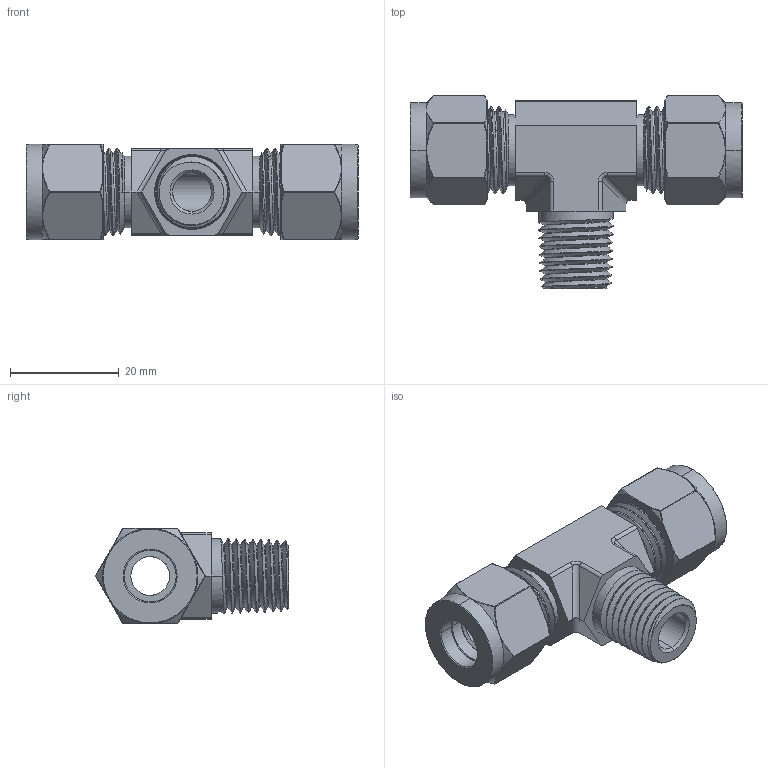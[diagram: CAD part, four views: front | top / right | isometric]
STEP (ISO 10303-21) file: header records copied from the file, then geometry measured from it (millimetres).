
FILE_DESCRIPTION((''),'2;1');
FILE_NAME('001_CBTM_MBT_MASTER_ASM','2025-06-26T14:51:00',('Administrator'),(''),'CREO PARAMETRIC BY PTC INC, 2020414','CREO PARAMETRIC BY PTC INC, 2020414','');
FILE_SCHEMA(('AUTOMOTIVE_DESIGN { 1 0 10303 214 1 1 1 1 }'));
Length unit declared in the file: millimetre
Products named in the file (5): DIN2353-CBTM_TUBE; DIN2353_TUBE_CBTM_NUT; BACK_FERRULE_CBTM; FRONT_FERRULE_CBTM; 001_CBTM_MBT_MASTER_ASM
Assembly tree (7 placements, depth 2):
  001_CBTM_MBT_MASTER_ASM
    DIN2353-CBTM_TUBE
    DIN2353_TUBE_CBTM_NUT  x2
    BACK_FERRULE_CBTM  x2
    FRONT_FERRULE_CBTM  x2
Bounding box: 60.96 x 35.46 x 17.46 mm (x, y, z)
Volume: 11708.8 mm3; surface area: 11436.9 mm2
Topology: 7 solids, 7 shells, 445 faces, 1052 edges, 677 vertices
Faces by surface type: cylinder 123, bspline 91, cone 76, torus 60, sphere 48, plane 47
Entity records: 33964 total; most frequent: CARTESIAN_POINT 26144, ORIENTED_EDGE 1350, DIRECTION 1208, EDGE_CURVE 675, AXIS2_PLACEMENT_3D 492, VERTEX_POINT 399, PRESENTATION_STYLE_ASSIGNMENT 376, STYLED_ITEM 376
